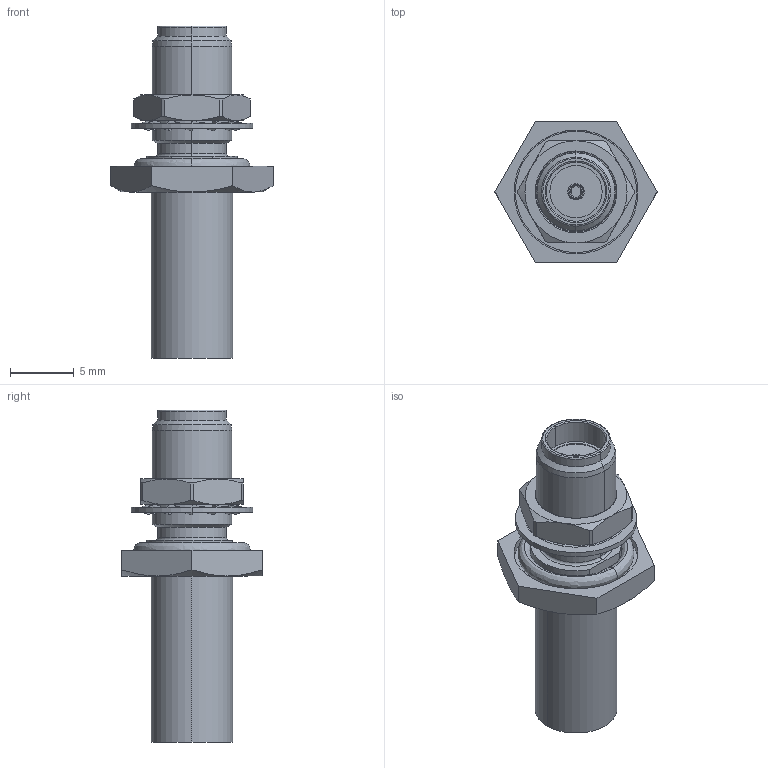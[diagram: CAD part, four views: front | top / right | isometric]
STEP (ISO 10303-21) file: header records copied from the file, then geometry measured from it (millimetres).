
FILE_DESCRIPTION (( 'STEP AP214' ), '1' );
FILE_NAME ('J01151A1091.STEP', '2018-09-19T12:51:06', ( '' ), ( '' ), 'SwSTEP 2.0', 'SolidWorks 2017', '' );
FILE_SCHEMA (( 'AUTOMOTIVE_DESIGN' ));
Length unit declared in the file: millimetre
Products named in the file (1): J01151A1091
Bounding box: 12.7 x 11 x 26 mm (x, y, z)
Volume: 835.6 mm3; surface area: 1266.6 mm2
Topology: 3 solids, 3 shells, 179 faces, 424 edges, 264 vertices
Faces by surface type: plane 61, bspline 40, cylinder 38, cone 32, torus 8
Entity records: 7708 total; most frequent: CARTESIAN_POINT 1812, ORIENTED_EDGE 848, DIRECTION 730, EDGE_CURVE 424, VERTEX_POINT 264, AXIS2_PLACEMENT_3D 262, VECTOR 206, LINE 206
